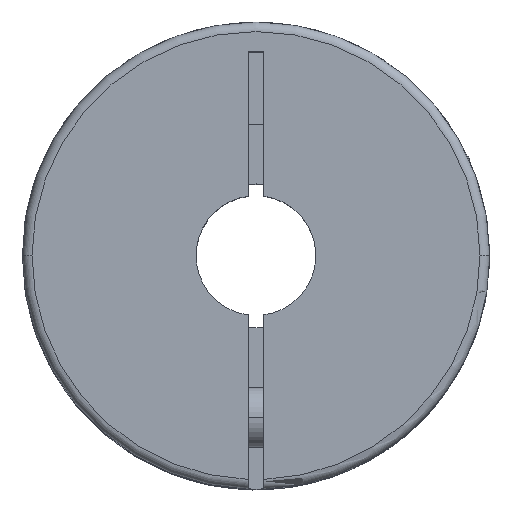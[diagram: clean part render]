
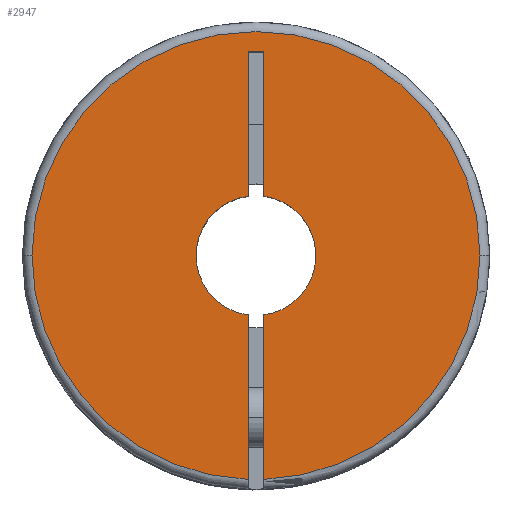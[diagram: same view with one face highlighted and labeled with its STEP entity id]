
A CAD part, top view. The second image highlights one B-rep face of the part: STEP entity #2947.
In plain terms, the highlighted planar face has unit normal (0, 0, 1).
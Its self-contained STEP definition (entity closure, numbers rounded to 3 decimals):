
#11 = AXIS2_PLACEMENT_3D ( 'NONE', #3079, #2220, #3455 ) ;
#39 = LINE ( 'NONE', #3730, #835 ) ;
#48 = CARTESIAN_POINT ( 'NONE',  ( -0.65, 17., 0. ) ) ;
#259 = AXIS2_PLACEMENT_3D ( 'NONE', #1907, #1257, #1302 ) ;
#265 = CARTESIAN_POINT ( 'NONE',  ( 18.7, 0., 0. ) ) ;
#274 = AXIS2_PLACEMENT_3D ( 'NONE', #766, #2068, #1054 ) ;
#318 = DIRECTION ( 'NONE',  ( 0., 1., 0. ) ) ;
#335 = VECTOR ( 'NONE', #1300, 1000. ) ;
#498 = VERTEX_POINT ( 'NONE', #265 ) ;
#564 = CARTESIAN_POINT ( 'NONE',  ( -0.65, 4.958, 0. ) ) ;
#581 = DIRECTION ( 'NONE',  ( -1., 0., 0. ) ) ;
#655 = DIRECTION ( 'NONE',  ( 0., -1., 0. ) ) ;
#664 = EDGE_CURVE ( 'NONE', #1457, #1366, #1590, .T. ) ;
#665 = AXIS2_PLACEMENT_3D ( 'NONE', #3497, #2588, #3867 ) ;
#727 = LINE ( 'NONE', #48, #335 ) ;
#766 = CARTESIAN_POINT ( 'NONE',  ( 0., 0., 0. ) ) ;
#824 = VERTEX_POINT ( 'NONE', #2316 ) ;
#835 = VECTOR ( 'NONE', #1266, 1000. ) ;
#850 = EDGE_CURVE ( 'NONE', #2686, #2791, #1102, .T. ) ;
#886 = CARTESIAN_POINT ( 'NONE',  ( -5., 0., 0. ) ) ;
#942 = CARTESIAN_POINT ( 'NONE',  ( 0.65, -18.689, 0. ) ) ;
#978 = EDGE_CURVE ( 'NONE', #3139, #3754, #4012, .T. ) ;
#996 = AXIS2_PLACEMENT_3D ( 'NONE', #3731, #3751, #2537 ) ;
#1018 = ORIENTED_EDGE ( 'NONE', *, *, #1516, .F. ) ;
#1037 = CARTESIAN_POINT ( 'NONE',  ( 0., 0., 0. ) ) ;
#1054 = DIRECTION ( 'NONE',  ( -1., 0., 0. ) ) ;
#1085 = EDGE_CURVE ( 'NONE', #3102, #2065, #2524, .T. ) ;
#1102 = LINE ( 'NONE', #3278, #3038 ) ;
#1133 = EDGE_LOOP ( 'NONE', ( #2215, #2346, #3015, #2997, #1558, #1313, #2544, #2945, #3204, #2712, #1018 ) ) ;
#1254 = LINE ( 'NONE', #3432, #1643 ) ;
#1257 = DIRECTION ( 'NONE',  ( 0., 0., -1. ) ) ;
#1266 = DIRECTION ( 'NONE',  ( -1., 0., 0. ) ) ;
#1300 = DIRECTION ( 'NONE',  ( 0., -1., 0. ) ) ;
#1302 = DIRECTION ( 'NONE',  ( -1., 0., 0. ) ) ;
#1313 = ORIENTED_EDGE ( 'NONE', *, *, #3805, .F. ) ;
#1366 = VERTEX_POINT ( 'NONE', #3372 ) ;
#1384 = VERTEX_POINT ( 'NONE', #1642 ) ;
#1457 = VERTEX_POINT ( 'NONE', #942 ) ;
#1463 = CIRCLE ( 'NONE', #996, 5. ) ;
#1515 = CIRCLE ( 'NONE', #11, 18.7 ) ;
#1516 = EDGE_CURVE ( 'NONE', #3754, #498, #1515, .T. ) ;
#1558 = ORIENTED_EDGE ( 'NONE', *, *, #2306, .F. ) ;
#1590 = LINE ( 'NONE', #1954, #1820 ) ;
#1640 = CARTESIAN_POINT ( 'NONE',  ( 0.65, 17., 0. ) ) ;
#1642 = CARTESIAN_POINT ( 'NONE',  ( -0.65, 17., 0. ) ) ;
#1643 = VECTOR ( 'NONE', #655, 1000. ) ;
#1694 = EDGE_CURVE ( 'NONE', #2686, #1366, #1463, .T. ) ;
#1703 = FACE_OUTER_BOUND ( 'NONE', #1133, .T. ) ;
#1820 = VECTOR ( 'NONE', #318, 1000. ) ;
#1907 = CARTESIAN_POINT ( 'NONE',  ( 0., 0., 0. ) ) ;
#1954 = CARTESIAN_POINT ( 'NONE',  ( 0.65, -19.5, 0. ) ) ;
#2065 = VERTEX_POINT ( 'NONE', #564 ) ;
#2068 = DIRECTION ( 'NONE',  ( 0., 0., -1. ) ) ;
#2126 = CARTESIAN_POINT ( 'NONE',  ( 0., 0., 0. ) ) ;
#2170 = EDGE_CURVE ( 'NONE', #824, #3102, #2796, .T. ) ;
#2212 = CARTESIAN_POINT ( 'NONE',  ( -0.65, -18.689, 0. ) ) ;
#2215 = ORIENTED_EDGE ( 'NONE', *, *, #978, .F. ) ;
#2220 = DIRECTION ( 'NONE',  ( 0., 0., -1. ) ) ;
#2306 = EDGE_CURVE ( 'NONE', #1384, #2065, #727, .T. ) ;
#2316 = CARTESIAN_POINT ( 'NONE',  ( -0.65, -4.958, 0. ) ) ;
#2346 = ORIENTED_EDGE ( 'NONE', *, *, #2424, .F. ) ;
#2347 = PLANE ( 'NONE',  #665 ) ;
#2424 = EDGE_CURVE ( 'NONE', #824, #3139, #1254, .T. ) ;
#2452 = EDGE_CURVE ( 'NONE', #498, #1457, #2993, .T. ) ;
#2489 = DIRECTION ( 'NONE',  ( -1., 0., 0. ) ) ;
#2524 = CIRCLE ( 'NONE', #3957, 5. ) ;
#2537 = DIRECTION ( 'NONE',  ( -1., 0., 0. ) ) ;
#2544 = ORIENTED_EDGE ( 'NONE', *, *, #850, .F. ) ;
#2588 = DIRECTION ( 'NONE',  ( 0., 0., -1. ) ) ;
#2686 = VERTEX_POINT ( 'NONE', #3371 ) ;
#2712 = ORIENTED_EDGE ( 'NONE', *, *, #2452, .F. ) ;
#2791 = VERTEX_POINT ( 'NONE', #1640 ) ;
#2796 = CIRCLE ( 'NONE', #2857, 5. ) ;
#2852 = CARTESIAN_POINT ( 'NONE',  ( -18.7, 0., 0. ) ) ;
#2857 = AXIS2_PLACEMENT_3D ( 'NONE', #2126, #3351, #581 ) ;
#2945 = ORIENTED_EDGE ( 'NONE', *, *, #1694, .T. ) ;
#2947 = ADVANCED_FACE ( 'NONE', ( #1703 ), #2347, .F. ) ;
#2993 = CIRCLE ( 'NONE', #274, 18.7 ) ;
#2997 = ORIENTED_EDGE ( 'NONE', *, *, #1085, .T. ) ;
#3015 = ORIENTED_EDGE ( 'NONE', *, *, #2170, .T. ) ;
#3038 = VECTOR ( 'NONE', #3214, 1000. ) ;
#3079 = CARTESIAN_POINT ( 'NONE',  ( 0., 0., 0. ) ) ;
#3102 = VERTEX_POINT ( 'NONE', #886 ) ;
#3127 = DIRECTION ( 'NONE',  ( 0., 0., -1. ) ) ;
#3139 = VERTEX_POINT ( 'NONE', #2212 ) ;
#3204 = ORIENTED_EDGE ( 'NONE', *, *, #664, .F. ) ;
#3214 = DIRECTION ( 'NONE',  ( 0., 1., 0. ) ) ;
#3278 = CARTESIAN_POINT ( 'NONE',  ( 0.65, -19.5, 0. ) ) ;
#3351 = DIRECTION ( 'NONE',  ( 0., 0., -1. ) ) ;
#3371 = CARTESIAN_POINT ( 'NONE',  ( 0.65, 4.958, 0. ) ) ;
#3372 = CARTESIAN_POINT ( 'NONE',  ( 0.65, -4.958, 0. ) ) ;
#3432 = CARTESIAN_POINT ( 'NONE',  ( -0.65, 17., 0. ) ) ;
#3455 = DIRECTION ( 'NONE',  ( -1., 0., 0. ) ) ;
#3497 = CARTESIAN_POINT ( 'NONE',  ( 0., 0., 0. ) ) ;
#3730 = CARTESIAN_POINT ( 'NONE',  ( 0.65, 17., 0. ) ) ;
#3731 = CARTESIAN_POINT ( 'NONE',  ( 0., 0., 0. ) ) ;
#3751 = DIRECTION ( 'NONE',  ( 0., 0., -1. ) ) ;
#3754 = VERTEX_POINT ( 'NONE', #2852 ) ;
#3805 = EDGE_CURVE ( 'NONE', #2791, #1384, #39, .T. ) ;
#3867 = DIRECTION ( 'NONE',  ( 0., -1., 0. ) ) ;
#3957 = AXIS2_PLACEMENT_3D ( 'NONE', #1037, #3127, #2489 ) ;
#4012 = CIRCLE ( 'NONE', #259, 18.7 ) ;
